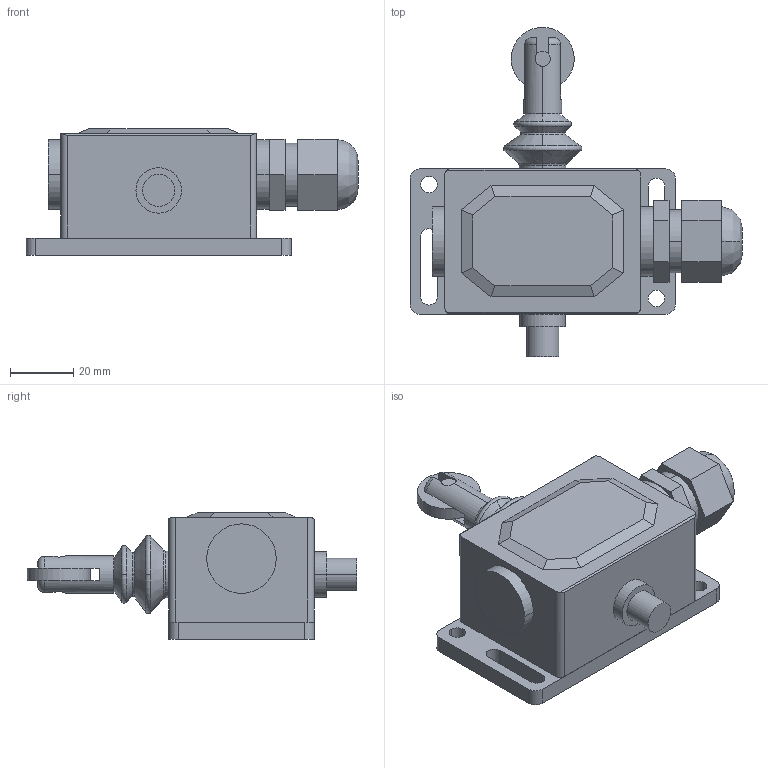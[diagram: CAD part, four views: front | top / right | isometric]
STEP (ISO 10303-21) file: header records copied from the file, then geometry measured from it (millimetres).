
FILE_DESCRIPTION((''),'2;1');
FILE_NAME('3d_PLNC1RW.stp','2012-10-03T08:02:31',(''),(''),'Mechanical Desktop 2011','Mechanical Desktop 2011',', , ');
FILE_SCHEMA(('CONFIG_CONTROL_DESIGN'));
Length unit declared in the file: millimetre
Products named in the file (1): Product
Bounding box: 105.1 x 104.3 x 40 mm (x, y, z)
Volume: 139673.4 mm3; surface area: 37768.4 mm2
Topology: 14 solids, 14 shells, 142 faces, 344 edges, 233 vertices
Faces by surface type: plane 73, cylinder 41, cone 16, torus 8, bspline 4
Entity records: 4749 total; most frequent: CARTESIAN_POINT 1260, DIRECTION 739, ORIENTED_EDGE 672, EDGE_CURVE 336, AXIS2_PLACEMENT_3D 278, VERTEX_POINT 223, VECTOR 183, LINE 183
